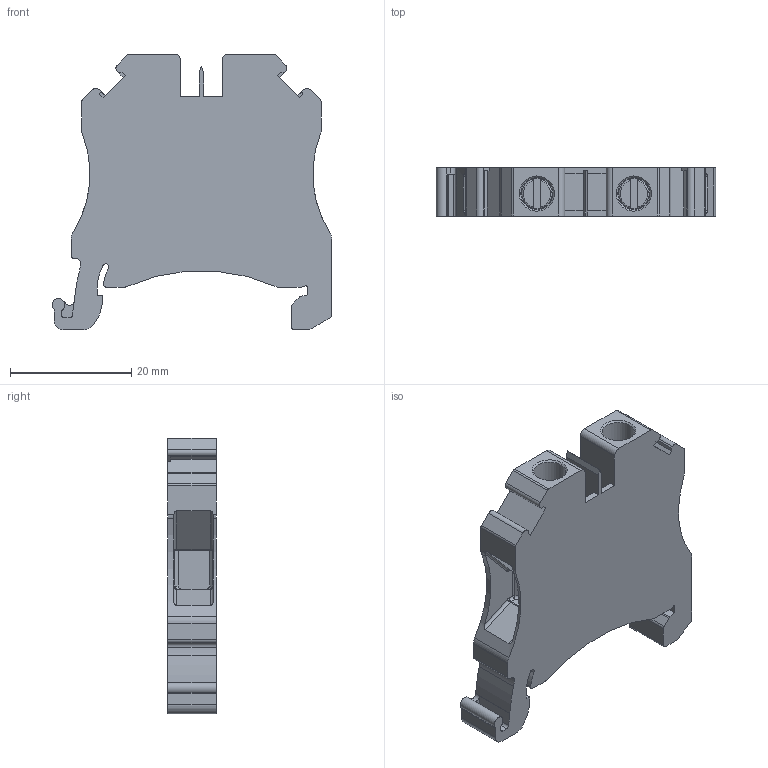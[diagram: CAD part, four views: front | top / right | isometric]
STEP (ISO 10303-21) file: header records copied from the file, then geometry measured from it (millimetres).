
FILE_DESCRIPTION(/* description */ ('Unknown'),/* implementation_level */ '2;1');
FILE_NAME(/* name */ 'TC6_3D_SOLID',/* time_stamp */ '2021-05-24T10:52:15+05:00',/* author */ ('Unknown'),/* organization */ ('Unknown'),/* preprocessor_version */ 'ST-DEVELOPER v16.7',/* originating_system */ 'DEX',/* authorisation */ $);
FILE_SCHEMA (('AUTOMOTIVE_DESIGN {1 0 10303 214 3 1 1}'));
Length unit declared in the file: millimetre
Products named in the file (1): TC6_SOLID
Bounding box: 46.1 x 8 x 45.5 mm (x, y, z)
Volume: 9470.4 mm3; surface area: 6212.7 mm2
Topology: 1 solids, 1 shells, 210 faces, 578 edges, 372 vertices
Faces by surface type: plane 103, cylinder 87, torus 14, sphere 4, cone 2
Full cylindrical faces by diameter (mm): 3.5 x2, 5 x2, 5.3 x2
Entity records: 8067 total; most frequent: CARTESIAN_POINT 1187, DIRECTION 1157, ORIENTED_EDGE 1116, EDGE_CURVE 558, AXIS2_PLACEMENT_3D 404, VERTEX_POINT 366, LINE 349, VECTOR 349
